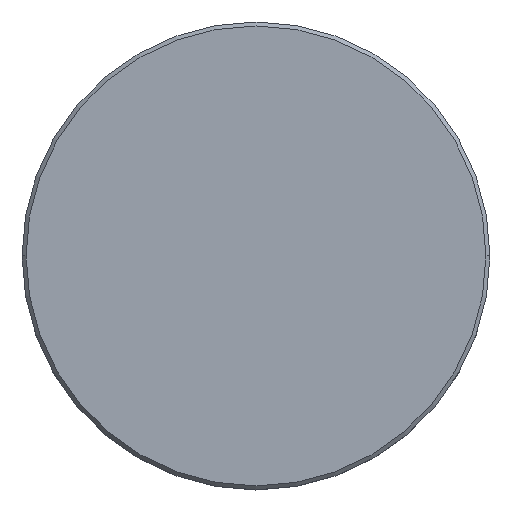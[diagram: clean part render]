
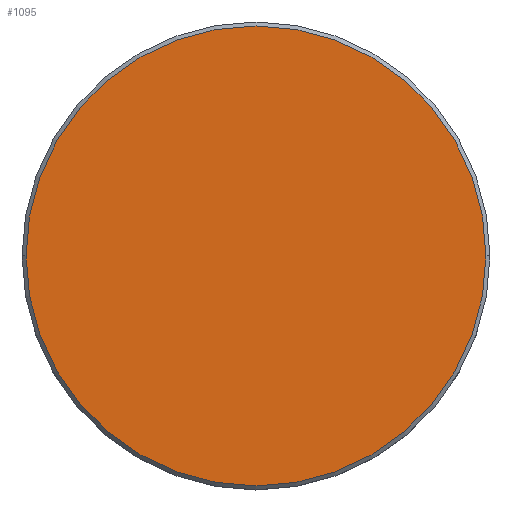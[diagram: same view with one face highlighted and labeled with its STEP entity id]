
A CAD part, top view. The second image highlights one B-rep face of the part: STEP entity #1095.
In plain terms, the highlighted planar face has unit normal (0, 0, 1).
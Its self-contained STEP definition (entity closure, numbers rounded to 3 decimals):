
#15 = CARTESIAN_POINT ( 'NONE',  ( 29., 0., 0. ) ) ;
#35 = DIRECTION ( 'NONE',  ( 1., 0., 0. ) ) ;
#194 = FACE_OUTER_BOUND ( 'NONE', #402, .T. ) ;
#199 = CIRCLE ( 'NONE', #423, 29. ) ;
#356 = EDGE_CURVE ( 'NONE', #1101, #1032, #773, .T. ) ;
#402 = EDGE_LOOP ( 'NONE', ( #704, #1088 ) ) ;
#423 = AXIS2_PLACEMENT_3D ( 'NONE', #1035, #467, #846 ) ;
#459 = AXIS2_PLACEMENT_3D ( 'NONE', #664, #551, #35 ) ;
#467 = DIRECTION ( 'NONE',  ( 0., 0., 1. ) ) ;
#551 = DIRECTION ( 'NONE',  ( 0., 0., 1. ) ) ;
#642 = CARTESIAN_POINT ( 'NONE',  ( 0., 0., 0. ) ) ;
#664 = CARTESIAN_POINT ( 'NONE',  ( 0., 0., 0. ) ) ;
#704 = ORIENTED_EDGE ( 'NONE', *, *, #356, .T. ) ;
#765 = EDGE_CURVE ( 'NONE', #1032, #1101, #199, .T. ) ;
#773 = CIRCLE ( 'NONE', #933, 29. ) ;
#846 = DIRECTION ( 'NONE',  ( 1., 0., 0. ) ) ;
#933 = AXIS2_PLACEMENT_3D ( 'NONE', #642, #1026, #1114 ) ;
#942 = PLANE ( 'NONE',  #459 ) ;
#1026 = DIRECTION ( 'NONE',  ( 0., 0., 1. ) ) ;
#1032 = VERTEX_POINT ( 'NONE', #15 ) ;
#1035 = CARTESIAN_POINT ( 'NONE',  ( 0., 0., 0. ) ) ;
#1088 = ORIENTED_EDGE ( 'NONE', *, *, #765, .T. ) ;
#1095 = ADVANCED_FACE ( 'NONE', ( #194 ), #942, .T. ) ;
#1101 = VERTEX_POINT ( 'NONE', #1115 ) ;
#1114 = DIRECTION ( 'NONE',  ( 1., 0., 0. ) ) ;
#1115 = CARTESIAN_POINT ( 'NONE',  ( -29., 0., 0. ) ) ;
